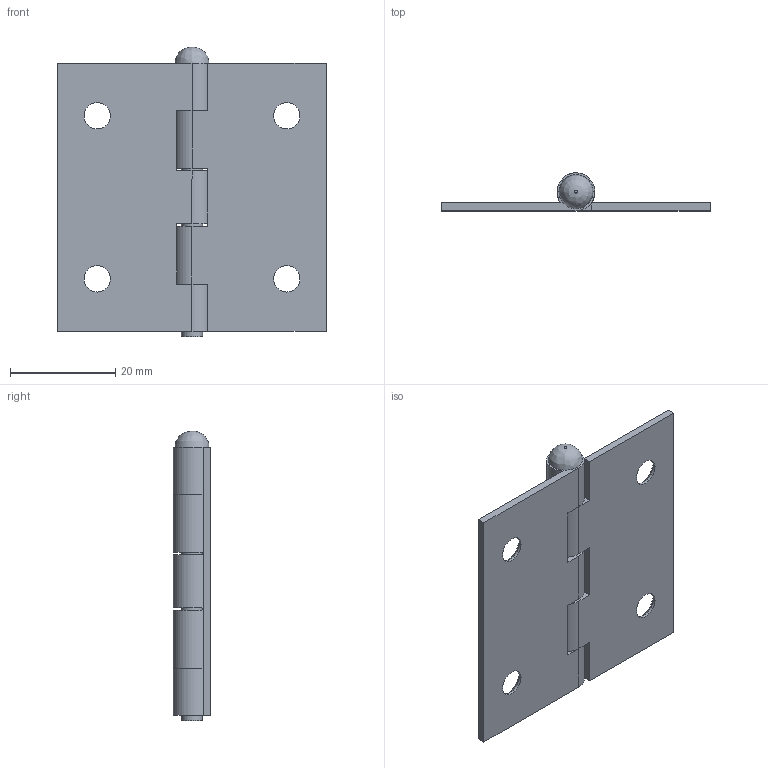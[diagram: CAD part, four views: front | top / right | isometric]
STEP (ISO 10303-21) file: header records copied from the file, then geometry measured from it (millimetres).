
FILE_DESCRIPTION(/* description */ (''),/* implementation_level */ '2;1');
FILE_NAME(/* name */ '42020.step',/* time_stamp */ '2023-06-06T08:22:56+02:00',/* author */ ('o.peters'),/* organization */ (''),/* preprocessor_version */ 'ST-DEVELOPER v19.2',/* originating_system */ 'Autodesk Inventor 2023',/* authorisation */ '');
FILE_SCHEMA (('AUTOMOTIVE_DESIGN { 1 0 10303 214 3 1 1 }'));
Length unit declared in the file: millimetre
Products named in the file (4): 42020; 42020-01; 42020-02; 42020-03
Assembly tree (3 placements, depth 2):
  42020
    42020-01
    42020-02
    42020-03
Bounding box: 51 x 7.2 x 55 mm (x, y, z)
Volume: 5464.1 mm3; surface area: 7667.2 mm2
Topology: 3 solids, 3 shells, 46 faces, 109 edges, 70 vertices
Faces by surface type: plane 26, cylinder 15, cone 4, bspline 1
Full cylindrical faces by diameter (mm): 4 x1, 4.1 x5, 5 x4
Entity records: 1533 total; most frequent: CARTESIAN_POINT 258, DIRECTION 254, ORIENTED_EDGE 218, EDGE_CURVE 109, AXIS2_PLACEMENT_3D 93, VERTEX_POINT 70, LINE 68, VECTOR 68
